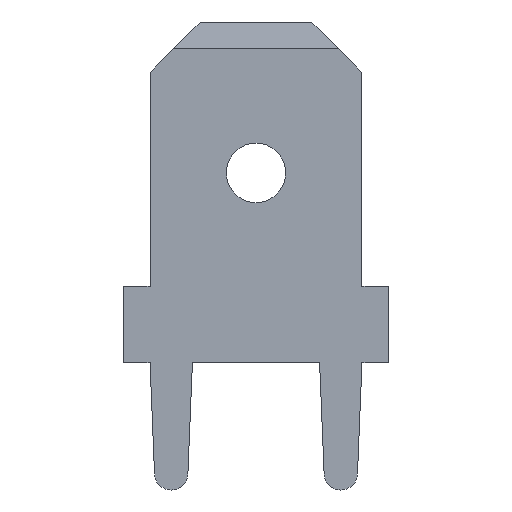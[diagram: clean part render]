
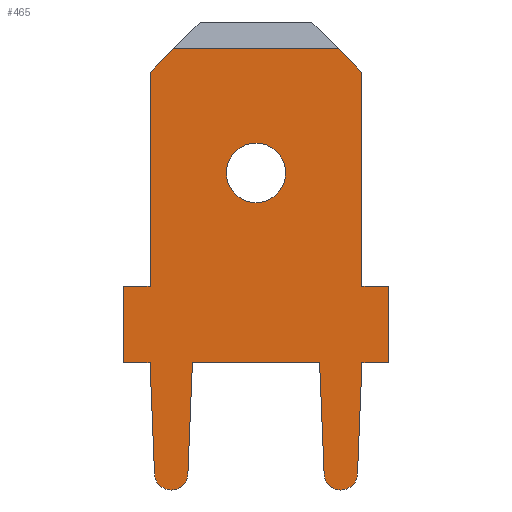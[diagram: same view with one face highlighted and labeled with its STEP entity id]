
A CAD part, front view. The second image highlights one B-rep face of the part: STEP entity #465.
In plain terms, the highlighted planar face has unit normal (0, -1, 0).
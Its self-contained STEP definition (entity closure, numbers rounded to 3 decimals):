
#26=LINE('',#643,#82);
#29=LINE('',#649,#85);
#32=LINE('',#655,#88);
#35=LINE('',#661,#91);
#38=LINE('',#667,#94);
#42=LINE('',#679,#98);
#45=LINE('',#685,#101);
#48=LINE('',#691,#104);
#52=LINE('',#703,#108);
#55=LINE('',#709,#111);
#58=LINE('',#715,#114);
#61=LINE('',#721,#117);
#63=LINE('',#725,#119);
#73=LINE('',#746,#129);
#77=LINE('',#753,#133);
#78=LINE('',#755,#134);
#82=VECTOR('',#525,1000.);
#85=VECTOR('',#530,1000.);
#88=VECTOR('',#535,1000.);
#91=VECTOR('',#540,1000.);
#94=VECTOR('',#545,1000.);
#98=VECTOR('',#557,1000.);
#101=VECTOR('',#562,1000.);
#104=VECTOR('',#567,1000.);
#108=VECTOR('',#579,1000.);
#111=VECTOR('',#584,1000.);
#114=VECTOR('',#589,1000.);
#117=VECTOR('',#594,1000.);
#119=VECTOR('',#598,1000.);
#129=VECTOR('',#614,1000.);
#133=VECTOR('',#620,1000.);
#134=VECTOR('',#623,1000.);
#153=PLANE('',#509);
#251=ORIENTED_EDGE('',*,*,#339,.F.);
#252=ORIENTED_EDGE('',*,*,#340,.F.);
#253=ORIENTED_EDGE('',*,*,#325,.T.);
#254=ORIENTED_EDGE('',*,*,#323,.T.);
#255=ORIENTED_EDGE('',*,*,#320,.T.);
#256=ORIENTED_EDGE('',*,*,#317,.T.);
#257=ORIENTED_EDGE('',*,*,#314,.T.);
#258=ORIENTED_EDGE('',*,*,#311,.T.);
#259=ORIENTED_EDGE('',*,*,#308,.T.);
#260=ORIENTED_EDGE('',*,*,#305,.T.);
#261=ORIENTED_EDGE('',*,*,#302,.T.);
#262=ORIENTED_EDGE('',*,*,#299,.T.);
#263=ORIENTED_EDGE('',*,*,#296,.T.);
#264=ORIENTED_EDGE('',*,*,#293,.T.);
#265=ORIENTED_EDGE('',*,*,#290,.T.);
#266=ORIENTED_EDGE('',*,*,#287,.T.);
#267=ORIENTED_EDGE('',*,*,#284,.T.);
#268=ORIENTED_EDGE('',*,*,#335,.F.);
#269=ORIENTED_EDGE('',*,*,#281,.T.);
#281=EDGE_CURVE('',#343,#343,#385,.T.);
#284=EDGE_CURVE('',#347,#346,#26,.T.);
#287=EDGE_CURVE('',#349,#347,#29,.T.);
#290=EDGE_CURVE('',#351,#349,#32,.T.);
#293=EDGE_CURVE('',#353,#351,#35,.T.);
#296=EDGE_CURVE('',#355,#353,#38,.T.);
#299=EDGE_CURVE('',#357,#355,#387,.T.);
#302=EDGE_CURVE('',#359,#357,#42,.T.);
#305=EDGE_CURVE('',#361,#359,#45,.T.);
#308=EDGE_CURVE('',#363,#361,#48,.T.);
#311=EDGE_CURVE('',#365,#363,#389,.T.);
#314=EDGE_CURVE('',#367,#365,#52,.T.);
#317=EDGE_CURVE('',#369,#367,#55,.T.);
#320=EDGE_CURVE('',#371,#369,#58,.T.);
#323=EDGE_CURVE('',#373,#371,#61,.T.);
#325=EDGE_CURVE('',#374,#373,#63,.T.);
#335=EDGE_CURVE('',#381,#346,#73,.T.);
#339=EDGE_CURVE('',#383,#381,#77,.T.);
#340=EDGE_CURVE('',#374,#383,#78,.T.);
#343=VERTEX_POINT('',#636);
#346=VERTEX_POINT('',#642);
#347=VERTEX_POINT('',#644);
#349=VERTEX_POINT('',#650);
#351=VERTEX_POINT('',#656);
#353=VERTEX_POINT('',#662);
#355=VERTEX_POINT('',#668);
#357=VERTEX_POINT('',#674);
#359=VERTEX_POINT('',#680);
#361=VERTEX_POINT('',#686);
#363=VERTEX_POINT('',#692);
#365=VERTEX_POINT('',#698);
#367=VERTEX_POINT('',#704);
#369=VERTEX_POINT('',#710);
#371=VERTEX_POINT('',#716);
#373=VERTEX_POINT('',#722);
#374=VERTEX_POINT('',#726);
#381=VERTEX_POINT('',#745);
#383=VERTEX_POINT('',#752);
#385=CIRCLE('',#485,0.89);
#387=CIRCLE('',#493,0.5);
#389=CIRCLE('',#499,0.5);
#412=EDGE_LOOP('',(#251,#252,#253,#254,#255,#256,#257,#258,#259,#260,#261,
#262,#263,#264,#265,#266,#267,#268));
#413=EDGE_LOOP('',(#269));
#438=FACE_BOUND('',#412,.T.);
#439=FACE_BOUND('',#413,.T.);
#465=ADVANCED_FACE('',(#438,#439),#153,.T.);
#485=AXIS2_PLACEMENT_3D('',#635,#519,#520);
#493=AXIS2_PLACEMENT_3D('',#673,#551,#552);
#499=AXIS2_PLACEMENT_3D('',#697,#573,#574);
#509=AXIS2_PLACEMENT_3D('',#754,#621,#622);
#519=DIRECTION('',(0.,1.,0.));
#520=DIRECTION('',(1.,0.,0.));
#525=DIRECTION('',(0.,0.,1.));
#530=DIRECTION('',(-1.,0.,0.));
#535=DIRECTION('',(0.,0.,1.));
#540=DIRECTION('',(1.,0.,0.));
#545=DIRECTION('',(0.041,0.,0.999));
#551=DIRECTION('',(0.,-1.,0.));
#552=DIRECTION('',(1.,0.,0.));
#557=DIRECTION('',(0.041,0.,-0.999));
#562=DIRECTION('',(1.,0.,0.));
#567=DIRECTION('',(0.041,0.,0.999));
#573=DIRECTION('',(0.,-1.,0.));
#574=DIRECTION('',(1.,0.,0.));
#579=DIRECTION('',(0.041,0.,-0.999));
#584=DIRECTION('',(1.,0.,0.));
#589=DIRECTION('',(0.,0.,-1.));
#594=DIRECTION('',(-1.,0.,0.));
#598=DIRECTION('',(0.,0.,-1.));
#614=DIRECTION('',(0.707,0.,-0.707));
#620=DIRECTION('',(1.,0.,0.));
#621=DIRECTION('',(0.,-1.,0.));
#622=DIRECTION('',(0.,0.,-1.));
#623=DIRECTION('',(0.707,0.,0.707));
#635=CARTESIAN_POINT('',(0.,-0.405,3.4));
#636=CARTESIAN_POINT('',(0.89,-0.405,3.4));
#642=CARTESIAN_POINT('',(3.175,-0.405,6.42));
#643=CARTESIAN_POINT('',(3.175,-0.405,0.));
#644=CARTESIAN_POINT('',(3.175,-0.405,0.));
#649=CARTESIAN_POINT('',(3.96,-0.405,0.));
#650=CARTESIAN_POINT('',(3.96,-0.405,0.));
#655=CARTESIAN_POINT('',(3.96,-0.405,-2.29));
#656=CARTESIAN_POINT('',(3.96,-0.405,-2.29));
#661=CARTESIAN_POINT('',(3.175,-0.405,-2.29));
#662=CARTESIAN_POINT('',(3.175,-0.405,-2.29));
#667=CARTESIAN_POINT('',(3.175,-0.405,-2.29));
#668=CARTESIAN_POINT('',(3.04,-0.405,-5.62));
#673=CARTESIAN_POINT('',(2.54,-0.405,-5.6));
#674=CARTESIAN_POINT('',(2.04,-0.405,-5.62));
#679=CARTESIAN_POINT('',(2.04,-0.405,-5.62));
#680=CARTESIAN_POINT('',(1.905,-0.405,-2.29));
#685=CARTESIAN_POINT('',(-1.905,-0.405,-2.29));
#686=CARTESIAN_POINT('',(-1.905,-0.405,-2.29));
#691=CARTESIAN_POINT('',(-2.04,-0.405,-5.62));
#692=CARTESIAN_POINT('',(-2.04,-0.405,-5.62));
#697=CARTESIAN_POINT('',(-2.54,-0.405,-5.6));
#698=CARTESIAN_POINT('',(-3.04,-0.405,-5.62));
#703=CARTESIAN_POINT('',(-3.175,-0.405,-2.29));
#704=CARTESIAN_POINT('',(-3.175,-0.405,-2.29));
#709=CARTESIAN_POINT('',(-3.96,-0.405,-2.29));
#710=CARTESIAN_POINT('',(-3.96,-0.405,-2.29));
#715=CARTESIAN_POINT('',(-3.96,-0.405,0.));
#716=CARTESIAN_POINT('',(-3.96,-0.405,0.));
#721=CARTESIAN_POINT('',(-3.175,-0.405,0.));
#722=CARTESIAN_POINT('',(-3.175,-0.405,0.));
#725=CARTESIAN_POINT('',(-3.175,-0.405,7.92));
#726=CARTESIAN_POINT('',(-3.175,-0.405,6.42));
#745=CARTESIAN_POINT('',(2.475,-0.405,7.12));
#746=CARTESIAN_POINT('',(6.327,-0.405,3.268));
#752=CARTESIAN_POINT('',(-2.475,-0.405,7.12));
#753=CARTESIAN_POINT('',(-2.54,-0.405,7.12));
#754=CARTESIAN_POINT('',(-2.54,-0.405,-5.6));
#755=CARTESIAN_POINT('',(-8.867,-0.405,0.728));
